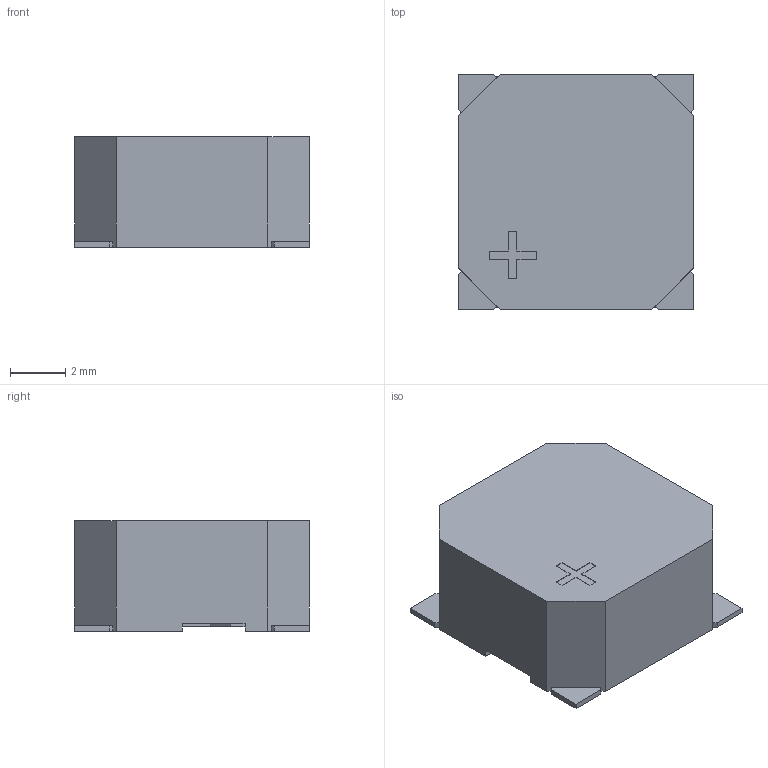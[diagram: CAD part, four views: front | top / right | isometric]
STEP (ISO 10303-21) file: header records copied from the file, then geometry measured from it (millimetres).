
FILE_DESCRIPTION(('FreeCAD Model'),'2;1');
FILE_NAME('sound_port_73B16K.step', '2017-09-15T17:54:03',('kicad StepUp'),('ksu MCAD'), 'Open CASCADE STEP processor 6.8','FreeCAD','Unknown');
FILE_SCHEMA(('AUTOMOTIVE_DESIGN_CC2 { 1 2 10303 214 -1 1 5 4 }'));
Length unit declared in the file: millimetre
Products named in the file (2): ASSEMBLY; sound_port_73B16K
Assembly tree (1 placements, depth 2):
  ASSEMBLY
    sound_port_73B16K
Bounding box: 8.5 x 8.5 x 4.01 mm (x, y, z)
Volume: 261.1 mm3; surface area: 289.1 mm2
Topology: 1 solids, 1 shells, 86 faces, 238 edges, 158 vertices
Faces by surface type: plane 81, cylinder 5
Entity records: 3329 total; most frequent: CARTESIAN_POINT 484, ORIENTED_EDGE 476, DIRECTION 424, EDGE_CURVE 238, LINE 228, VECTOR 228, VERTEX_POINT 158, AXIS2_PLACEMENT_3D 98
